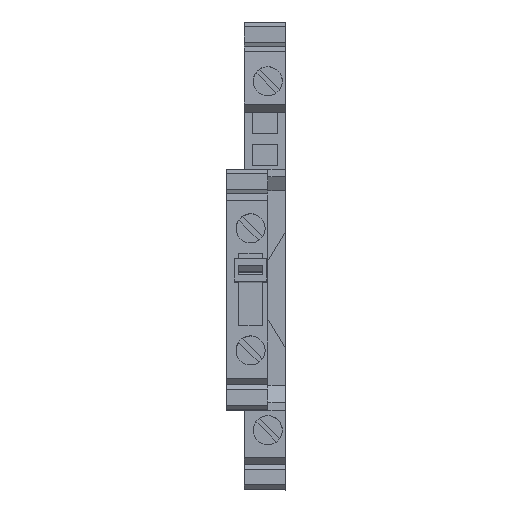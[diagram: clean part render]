
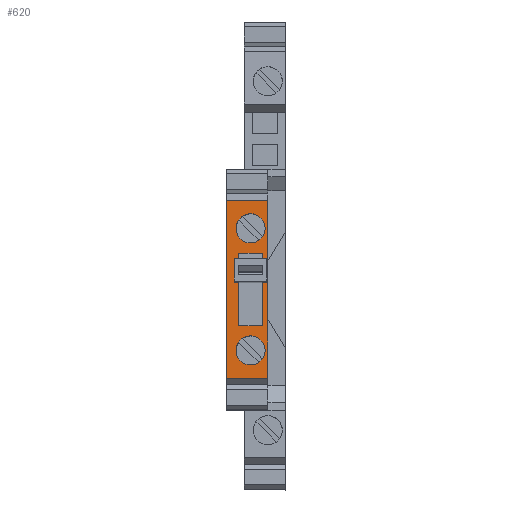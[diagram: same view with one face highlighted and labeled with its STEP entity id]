
A CAD part, top view. The second image highlights one B-rep face of the part: STEP entity #620.
In plain terms, the highlighted planar face has unit normal (0, 0, 1).
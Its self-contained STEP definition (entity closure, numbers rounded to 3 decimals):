
#620=ADVANCED_FACE('',(#1354,#1355,#1356,#1357),#1358,.F.);
#1354=FACE_OUTER_BOUND('',#2200,.T.);
#1355=FACE_BOUND('',#2201,.T.);
#1356=FACE_BOUND('',#2202,.T.);
#1357=FACE_BOUND('',#2203,.T.);
#1358=PLANE('',#2204);
#2200=EDGE_LOOP('',(#4133,#4134,#4135,#4136));
#2201=EDGE_LOOP('',(#4137,#4138,#4139,#4140,#4141,#4142,#4143,#4144,#4145,#4146,#4147,#4148));
#2202=EDGE_LOOP('',(#4149,#4150,#4151));
#2203=EDGE_LOOP('',(#4152,#4153,#4154));
#2204=AXIS2_PLACEMENT_3D('',#4155,#4156,#4157);
#4133=ORIENTED_EDGE('',*,*,#5934,.T.);
#4134=ORIENTED_EDGE('',*,*,#5965,.F.);
#4135=ORIENTED_EDGE('',*,*,#5940,.T.);
#4136=ORIENTED_EDGE('',*,*,#5966,.T.);
#4137=ORIENTED_EDGE('',*,*,#5967,.T.);
#4138=ORIENTED_EDGE('',*,*,#5968,.T.);
#4139=ORIENTED_EDGE('',*,*,#5921,.T.);
#4140=ORIENTED_EDGE('',*,*,#5969,.F.);
#4141=ORIENTED_EDGE('',*,*,#5970,.F.);
#4142=ORIENTED_EDGE('',*,*,#5971,.F.);
#4143=ORIENTED_EDGE('',*,*,#5917,.F.);
#4144=ORIENTED_EDGE('',*,*,#5755,.T.);
#4145=ORIENTED_EDGE('',*,*,#5972,.T.);
#4146=ORIENTED_EDGE('',*,*,#5973,.F.);
#4147=ORIENTED_EDGE('',*,*,#5974,.F.);
#4148=ORIENTED_EDGE('',*,*,#5975,.F.);
#4149=ORIENTED_EDGE('',*,*,#5976,.F.);
#4150=ORIENTED_EDGE('',*,*,#5977,.F.);
#4151=ORIENTED_EDGE('',*,*,#5978,.F.);
#4152=ORIENTED_EDGE('',*,*,#5979,.F.);
#4153=ORIENTED_EDGE('',*,*,#5980,.F.);
#4154=ORIENTED_EDGE('',*,*,#5981,.F.);
#4155=CARTESIAN_POINT('',(0.,42.498,64.35));
#4156=DIRECTION('',(0.,0.,-1.0));
#4157=DIRECTION('',(-1.0,0.,0.));
#5755=EDGE_CURVE('',#7112,#7118,#7120,.T.);
#5917=EDGE_CURVE('',#7112,#7356,#7357,.T.);
#5921=EDGE_CURVE('',#7353,#7362,#7364,.T.);
#5934=EDGE_CURVE('',#7386,#7384,#7387,.T.);
#5940=EDGE_CURVE('',#7391,#7395,#7397,.T.);
#5965=EDGE_CURVE('',#7391,#7384,#7432,.T.);
#5966=EDGE_CURVE('',#7395,#7386,#7433,.T.);
#5967=EDGE_CURVE('',#7434,#7435,#7436,.T.);
#5968=EDGE_CURVE('',#7435,#7353,#7437,.T.);
#5969=EDGE_CURVE('',#7438,#7362,#7439,.T.);
#5970=EDGE_CURVE('',#7440,#7438,#7441,.T.);
#5971=EDGE_CURVE('',#7356,#7440,#7442,.T.);
#5972=EDGE_CURVE('',#7118,#7443,#7444,.T.);
#5973=EDGE_CURVE('',#7445,#7443,#7446,.T.);
#5974=EDGE_CURVE('',#7447,#7445,#7448,.T.);
#5975=EDGE_CURVE('',#7434,#7447,#7449,.T.);
#5976=EDGE_CURVE('',#7450,#7451,#7452,.T.);
#5977=EDGE_CURVE('',#7453,#7450,#7454,.T.);
#5978=EDGE_CURVE('',#7451,#7453,#7455,.T.);
#5979=EDGE_CURVE('',#7456,#7457,#7458,.T.);
#5980=EDGE_CURVE('',#7459,#7456,#7460,.T.);
#5981=EDGE_CURVE('',#7457,#7459,#7461,.T.);
#7112=VERTEX_POINT('',#9053);
#7118=VERTEX_POINT('',#9062);
#7120=LINE('',#9065,#9066);
#7353=VERTEX_POINT('',#9402);
#7356=VERTEX_POINT('',#9407);
#7357=LINE('',#9408,#9409);
#7362=VERTEX_POINT('',#9416);
#7364=LINE('',#9419,#9420);
#7384=VERTEX_POINT('',#9448);
#7386=VERTEX_POINT('',#9451);
#7387=LINE('',#9452,#9453);
#7391=VERTEX_POINT('',#9458);
#7395=VERTEX_POINT('',#9464);
#7397=LINE('',#9467,#9468);
#7432=LINE('',#9520,#9521);
#7433=LINE('',#9522,#9523);
#7434=VERTEX_POINT('',#9524);
#7435=VERTEX_POINT('',#9525);
#7436=LINE('',#9526,#9527);
#7437=LINE('',#9528,#9529);
#7438=VERTEX_POINT('',#9530);
#7439=LINE('',#9531,#9532);
#7440=VERTEX_POINT('',#9533);
#7441=LINE('',#9534,#9535);
#7442=LINE('',#9536,#9537);
#7443=VERTEX_POINT('',#9538);
#7444=LINE('',#9539,#9540);
#7445=VERTEX_POINT('',#9541);
#7446=LINE('',#9542,#9543);
#7447=VERTEX_POINT('',#9544);
#7448=LINE('',#9545,#9546);
#7449=LINE('',#9547,#9548);
#7450=VERTEX_POINT('',#9549);
#7451=VERTEX_POINT('',#9550);
#7452=CIRCLE('',#9551,2.175);
#7453=VERTEX_POINT('',#9552);
#7454=CIRCLE('',#9553,2.175);
#7455=CIRCLE('',#9554,2.175);
#7456=VERTEX_POINT('',#9555);
#7457=VERTEX_POINT('',#9556);
#7458=CIRCLE('',#9557,2.175);
#7459=VERTEX_POINT('',#9558);
#7460=CIRCLE('',#9559,2.175);
#7461=CIRCLE('',#9560,2.175);
#9053=CARTESIAN_POINT('',(5.985,34.397,64.35));
#9062=CARTESIAN_POINT('',(5.985,30.948,64.35));
#9065=CARTESIAN_POINT('',(5.985,2.284,64.35));
#9066=VECTOR('',#10635,1.0);
#9402=CARTESIAN_POINT('',(1.115,34.397,64.35));
#9407=CARTESIAN_POINT('',(5.325,34.397,64.35));
#9408=CARTESIAN_POINT('',(5.8,34.397,64.35));
#9409=VECTOR('',#10777,1.0);
#9416=CARTESIAN_POINT('',(1.775,34.397,64.35));
#9419=CARTESIAN_POINT('',(5.8,34.397,64.35));
#9420=VECTOR('',#10781,1.0);
#9448=CARTESIAN_POINT('',(6.15,16.615,64.35));
#9451=CARTESIAN_POINT('',(0.,16.615,64.35));
#9452=CARTESIAN_POINT('',(5.8,16.615,64.35));
#9453=VECTOR('',#10791,1.0);
#9458=CARTESIAN_POINT('',(6.15,43.135,64.35));
#9464=CARTESIAN_POINT('',(0.,43.135,64.35));
#9467=CARTESIAN_POINT('',(5.8,43.135,64.35));
#9468=VECTOR('',#10796,1.0);
#9520=CARTESIAN_POINT('',(6.15,2.284,64.35));
#9521=VECTOR('',#10814,1.0);
#9522=CARTESIAN_POINT('',(0.,2.284,64.35));
#9523=VECTOR('',#10815,1.0);
#9524=CARTESIAN_POINT('',(1.775,30.948,64.35));
#9525=CARTESIAN_POINT('',(1.115,30.948,64.35));
#9526=CARTESIAN_POINT('',(5.8,30.948,64.35));
#9527=VECTOR('',#10816,1.0);
#9528=CARTESIAN_POINT('',(1.115,2.284,64.35));
#9529=VECTOR('',#10817,1.0);
#9530=CARTESIAN_POINT('',(1.775,35.275,64.35));
#9531=CARTESIAN_POINT('',(1.775,2.284,64.35));
#9532=VECTOR('',#10818,1.0);
#9533=CARTESIAN_POINT('',(5.325,35.275,64.35));
#9534=CARTESIAN_POINT('',(5.8,35.275,64.35));
#9535=VECTOR('',#10819,1.0);
#9536=CARTESIAN_POINT('',(5.325,2.284,64.35));
#9537=VECTOR('',#10820,1.0);
#9538=CARTESIAN_POINT('',(5.325,30.948,64.35));
#9539=CARTESIAN_POINT('',(5.8,30.948,64.35));
#9540=VECTOR('',#10821,1.0);
#9541=CARTESIAN_POINT('',(5.325,24.475,64.35));
#9542=CARTESIAN_POINT('',(5.325,2.284,64.35));
#9543=VECTOR('',#10822,1.0);
#9544=CARTESIAN_POINT('',(1.775,24.475,64.35));
#9545=CARTESIAN_POINT('',(5.8,24.475,64.35));
#9546=VECTOR('',#10823,1.0);
#9547=CARTESIAN_POINT('',(1.775,2.284,64.35));
#9548=VECTOR('',#10824,1.0);
#9549=CARTESIAN_POINT('',(3.55,41.175,64.35));
#9550=CARTESIAN_POINT('',(1.75,40.221,64.35));
#9551=AXIS2_PLACEMENT_3D('',#10825,#10826,#10827);
#9552=CARTESIAN_POINT('',(3.55,36.825,64.35));
#9553=AXIS2_PLACEMENT_3D('',#10828,#10829,#10830);
#9554=AXIS2_PLACEMENT_3D('',#10831,#10832,#10833);
#9555=CARTESIAN_POINT('',(3.55,22.925,64.35));
#9556=CARTESIAN_POINT('',(1.724,21.931,64.35));
#9557=AXIS2_PLACEMENT_3D('',#10834,#10835,#10836);
#9558=CARTESIAN_POINT('',(3.55,18.575,64.35));
#9559=AXIS2_PLACEMENT_3D('',#10837,#10838,#10839);
#9560=AXIS2_PLACEMENT_3D('',#10840,#10841,#10842);
#10635=DIRECTION('',(0.,-1.0,0.0));
#10777=DIRECTION('',(-1.0,0.,0.));
#10781=DIRECTION('',(1.0,0.,0.));
#10791=DIRECTION('',(1.0,0.,0.));
#10796=DIRECTION('',(-1.0,0.,0.));
#10814=DIRECTION('',(0.,-1.0,0.0));
#10815=DIRECTION('',(0.,-1.0,0.));
#10816=DIRECTION('',(-1.0,0.,0.));
#10817=DIRECTION('',(0.,1.0,0.0));
#10818=DIRECTION('',(0.,-1.0,0.));
#10819=DIRECTION('',(-1.0,0.,0.));
#10820=DIRECTION('',(0.,1.0,0.));
#10821=DIRECTION('',(-1.0,0.,0.));
#10822=DIRECTION('',(0.,1.0,0.));
#10823=DIRECTION('',(1.0,0.,0.));
#10824=DIRECTION('',(0.,-1.0,0.));
#10825=CARTESIAN_POINT('',(3.55,39.,64.35));
#10826=DIRECTION('',(0.,0.,1.0));
#10827=DIRECTION('',(0.,-1.0,0.));
#10828=CARTESIAN_POINT('',(3.55,39.,64.35));
#10829=DIRECTION('',(0.,0.,1.0));
#10830=DIRECTION('',(0.,-1.0,0.));
#10831=CARTESIAN_POINT('',(3.55,39.,64.35));
#10832=DIRECTION('',(0.,0.,1.0));
#10833=DIRECTION('',(0.,-1.0,0.));
#10834=CARTESIAN_POINT('',(3.55,20.75,64.35));
#10835=DIRECTION('',(0.,0.,1.0));
#10836=DIRECTION('',(0.,-1.0,0.));
#10837=CARTESIAN_POINT('',(3.55,20.75,64.35));
#10838=DIRECTION('',(0.,0.,1.0));
#10839=DIRECTION('',(0.,-1.0,0.));
#10840=CARTESIAN_POINT('',(3.55,20.75,64.35));
#10841=DIRECTION('',(0.,0.,1.0));
#10842=DIRECTION('',(0.,-1.0,0.));
